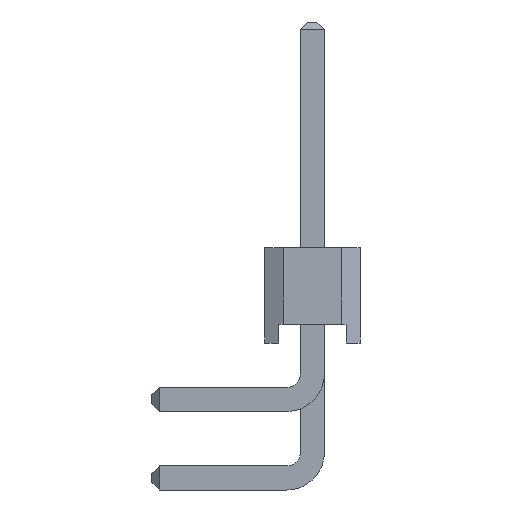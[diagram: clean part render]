
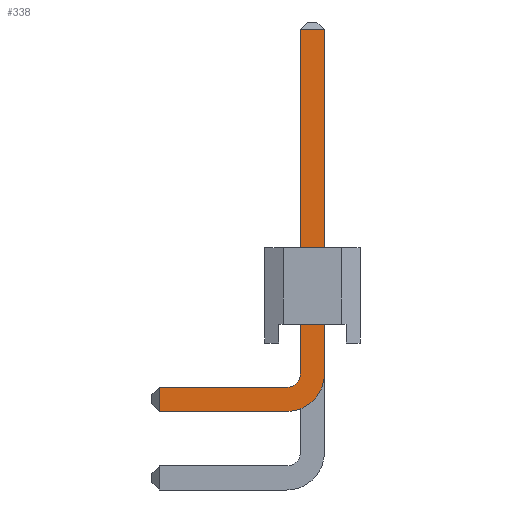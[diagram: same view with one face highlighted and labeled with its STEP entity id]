
A CAD part, left-side view. The second image highlights one B-rep face of the part: STEP entity #338.
In plain terms, the highlighted planar face has unit normal (-1, 0, 0).
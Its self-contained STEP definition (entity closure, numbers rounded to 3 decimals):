
#338 = ADVANCED_FACE( '', ( #707 ), #708, .T. );
#707 = FACE_OUTER_BOUND( '', #1107, .T. );
#708 = PLANE( '', #1108 );
#1107 = EDGE_LOOP( '', ( #2067, #2068, #2069, #2070, #2071, #2072, #2073, #2074 ) );
#1108 = AXIS2_PLACEMENT_3D( '', #2075, #2076, #2077 );
#2067 = ORIENTED_EDGE( '', *, *, #2551, .F. );
#2068 = ORIENTED_EDGE( '', *, *, #2485, .T. );
#2069 = ORIENTED_EDGE( '', *, *, #2477, .F. );
#2070 = ORIENTED_EDGE( '', *, *, #2498, .F. );
#2071 = ORIENTED_EDGE( '', *, *, #2741, .F. );
#2072 = ORIENTED_EDGE( '', *, *, #2398, .T. );
#2073 = ORIENTED_EDGE( '', *, *, #2628, .F. );
#2074 = ORIENTED_EDGE( '', *, *, #2400, .F. );
#2075 = CARTESIAN_POINT( '', ( -0.32, 0.68, -4.18 ) );
#2076 = DIRECTION( '', ( -1., 0., 0. ) );
#2077 = DIRECTION( '', ( 0., 0., 1. ) );
#2398 = EDGE_CURVE( '', #2865, #2870, #2872, .T. );
#2400 = EDGE_CURVE( '', #2874, #2875, #2876, .T. );
#2477 = EDGE_CURVE( '', #3025, #3026, #3027, .T. );
#2485 = EDGE_CURVE( '', #3034, #3026, #3040, .T. );
#2498 = EDGE_CURVE( '', #3061, #3025, #3062, .T. );
#2551 = EDGE_CURVE( '', #3034, #2874, #3144, .T. );
#2628 = EDGE_CURVE( '', #2875, #2870, #3262, .T. );
#2741 = EDGE_CURVE( '', #2865, #3061, #3412, .T. );
#2865 = VERTEX_POINT( '', #3559 );
#2870 = VERTEX_POINT( '', #3566 );
#2872 = LINE( '', #3569, #3570 );
#2874 = VERTEX_POINT( '', #3572 );
#2875 = VERTEX_POINT( '', #3573 );
#2876 = CIRCLE( '', #3574, 0.36 );
#3025 = VERTEX_POINT( '', #3796 );
#3026 = VERTEX_POINT( '', #3797 );
#3027 = LINE( '', #3798, #3799 );
#3034 = VERTEX_POINT( '', #3809 );
#3040 = LINE( '', #3818, #3819 );
#3061 = VERTEX_POINT( '', #3849 );
#3062 = CIRCLE( '', #3850, 1. );
#3144 = LINE( '', #3972, #3973 );
#3262 = LINE( '', #4147, #4148 );
#3412 = LINE( '', #4376, #4377 );
#3559 = CARTESIAN_POINT( '', ( -0.32, -0.32, 4.98 ) );
#3566 = CARTESIAN_POINT( '', ( -0.32, 0.32, 4.98 ) );
#3569 = CARTESIAN_POINT( '', ( -0.32, 0.32, 4.98 ) );
#3570 = VECTOR( '', #4559, 1000. );
#3572 = CARTESIAN_POINT( '', ( -0.32, 0.68, -4.54 ) );
#3573 = CARTESIAN_POINT( '', ( -0.32, 0.32, -4.18 ) );
#3574 = AXIS2_PLACEMENT_3D( '', #4560, #4561, #4562 );
#3796 = CARTESIAN_POINT( '', ( -0.32, 0.68, -5.18 ) );
#3797 = CARTESIAN_POINT( '', ( -0.32, 4.07, -5.18 ) );
#3798 = CARTESIAN_POINT( '', ( -0.32, 4.27, -5.18 ) );
#3799 = VECTOR( '', #4639, 1000. );
#3809 = CARTESIAN_POINT( '', ( -0.32, 4.07, -4.54 ) );
#3818 = CARTESIAN_POINT( '', ( -0.32, 4.07, -5.18 ) );
#3819 = VECTOR( '', #4646, 1000. );
#3849 = CARTESIAN_POINT( '', ( -0.32, -0.32, -4.18 ) );
#3850 = AXIS2_PLACEMENT_3D( '', #4656, #4657, #4658 );
#3972 = CARTESIAN_POINT( '', ( -0.32, 4.27, -4.54 ) );
#3973 = VECTOR( '', #4702, 1000. );
#4147 = CARTESIAN_POINT( '', ( -0.32, 0.32, -4.18 ) );
#4148 = VECTOR( '', #4759, 1000. );
#4376 = CARTESIAN_POINT( '', ( -0.32, -0.32, -4.18 ) );
#4377 = VECTOR( '', #4838, 1000. );
#4559 = DIRECTION( '', ( 0., 1., 0. ) );
#4560 = CARTESIAN_POINT( '', ( -0.32, 0.68, -4.18 ) );
#4561 = DIRECTION( '', ( -1., 0., 0. ) );
#4562 = DIRECTION( '', ( 0., 1., 0. ) );
#4639 = DIRECTION( '', ( 0., 1., 0. ) );
#4646 = DIRECTION( '', ( 0., 0., -1. ) );
#4656 = CARTESIAN_POINT( '', ( -0.32, 0.68, -4.18 ) );
#4657 = DIRECTION( '', ( 1., 0., 0. ) );
#4658 = DIRECTION( '', ( 0., 1., 0. ) );
#4702 = DIRECTION( '', ( 0., -1., 0. ) );
#4759 = DIRECTION( '', ( 0., 0., 1. ) );
#4838 = DIRECTION( '', ( 0., 0., -1. ) );
